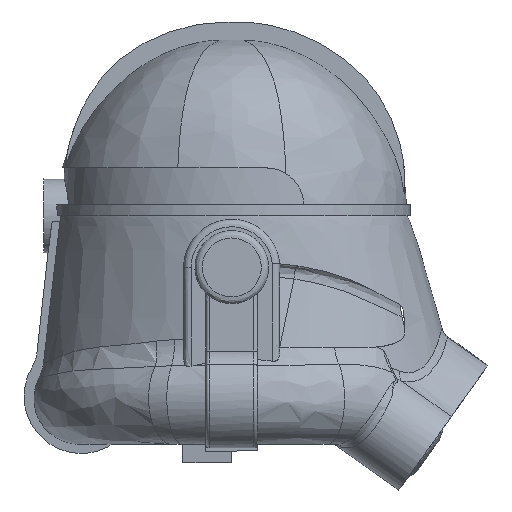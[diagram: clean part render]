
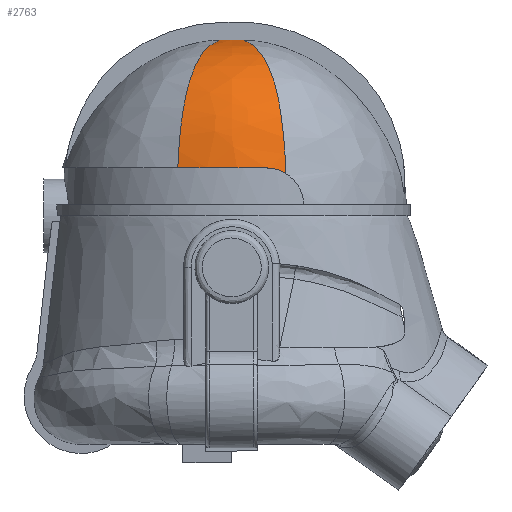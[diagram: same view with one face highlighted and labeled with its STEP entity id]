
A CAD part, left-side view. The second image highlights one B-rep face of the part: STEP entity #2763.
In plain terms, the highlighted free-form (B-spline) face has degree [2, 3] with [3, 6] control points.
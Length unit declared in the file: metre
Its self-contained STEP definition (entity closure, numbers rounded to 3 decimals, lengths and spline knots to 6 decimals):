
#49=(
BOUNDED_SURFACE()
B_SPLINE_SURFACE(2,3,((#6059,#6060,#6061,#6062,#6063,#6064),(#6065,#6066,
#6067,#6068,#6069,#6070),(#6071,#6072,#6073,#6074,#6075,#6076)),
 .UNSPECIFIED.,.F.,.F.,.F.)
B_SPLINE_SURFACE_WITH_KNOTS((3,3),(4,2,4),(0.09402,0.924886),
(0.018687,0.01888,0.019073),
 .UNSPECIFIED.)
GEOMETRIC_REPRESENTATION_ITEM()
RATIONAL_B_SPLINE_SURFACE(((1.,1.,1.,1.,1.,1.),(1.,1.,1.,1.,1.,1.),(1.,
1.,1.,1.,1.,1.)))
REPRESENTATION_ITEM('')
SURFACE()
);
#315=B_SPLINE_CURVE_WITH_KNOTS('',3,(#5929,#5930,#5931,#5932),
 .UNSPECIFIED.,.F.,.F.,(4,4),(0.,0.000704),.UNSPECIFIED.);
#321=B_SPLINE_CURVE_WITH_KNOTS('',3,(#6042,#6043,#6044,#6045),
 .UNSPECIFIED.,.F.,.F.,(4,4),(0.,0.003098),.UNSPECIFIED.);
#324=B_SPLINE_CURVE_WITH_KNOTS('',3,(#6077,#6078,#6079,#6080,#6081,#6082,
#6083,#6084,#6085,#6086,#6087,#6088,#6089,#6090,#6091,#6092,#6093,#6094,
#6095,#6096,#6097,#6098,#6099,#6100,#6101,#6102),.UNSPECIFIED.,.F.,.F.,
(4,1,1,1,1,1,1,1,1,1,1,1,1,1,1,1,1,1,1,1,1,1,1,4),(0.107999,0.120643,
0.126965,0.133287,0.158575,0.209151,
0.234439,0.247083,0.259727,0.285015,
0.310303,0.360879,0.411455,0.462032,
0.48732,0.499964,0.512608,0.537896,
0.563184,0.61376,0.664336,0.714912,
0.816065,0.917217),.UNSPECIFIED.);
#325=B_SPLINE_CURVE_WITH_KNOTS('',3,(#6104,#6105,#6106,#6107),
 .UNSPECIFIED.,.F.,.F.,(4,4),(0.000054,0.000885),
 .UNSPECIFIED.);
#326=B_SPLINE_CURVE_WITH_KNOTS('',3,(#6109,#6110,#6111,#6112,#6113,#6114,
#6115,#6116,#6117,#6118,#6119,#6120,#6121,#6122,#6123,#6124,#6125,#6126,
#6127,#6128,#6129,#6130,#6131,#6132),.UNSPECIFIED.,.F.,.F.,(4,1,1,1,1,1,
1,1,1,1,1,1,1,1,1,1,1,1,1,1,1,4),(0.108012,0.120409,0.126608,
0.132807,0.157603,0.207195,0.231991,
0.244389,0.256787,0.281583,0.306379,
0.405562,0.455154,0.47995,0.504746,
0.529542,0.554338,0.603929,0.653521,0.703113,
0.802297,0.90148),.UNSPECIFIED.);
#775=ORIENTED_EDGE('',*,*,#1600,.F.);
#776=ORIENTED_EDGE('',*,*,#1592,.F.);
#777=ORIENTED_EDGE('',*,*,#1603,.F.);
#778=ORIENTED_EDGE('',*,*,#1604,.T.);
#779=ORIENTED_EDGE('',*,*,#1605,.T.);
#1592=EDGE_CURVE('',#1992,#1993,#315,.T.);
#1600=EDGE_CURVE('',#1993,#1998,#321,.T.);
#1603=EDGE_CURVE('',#2000,#1992,#324,.T.);
#1604=EDGE_CURVE('',#2000,#2001,#325,.T.);
#1605=EDGE_CURVE('',#2001,#1998,#326,.T.);
#1992=VERTEX_POINT('',#5928);
#1993=VERTEX_POINT('',#5933);
#1998=VERTEX_POINT('',#6046);
#2000=VERTEX_POINT('',#6103);
#2001=VERTEX_POINT('',#6108);
#2361=EDGE_LOOP('',(#775,#776,#777,#778,#779));
#2535=FACE_BOUND('',#2361,.T.);
#2763=ADVANCED_FACE('',(#2535),#49,.T.);
#5928=CARTESIAN_POINT('',(-0.005377,-0.001866,0.001086));
#5929=CARTESIAN_POINT('',(-0.005376,-0.001866,0.001085));
#5930=CARTESIAN_POINT('',(-0.005424,-0.001667,0.001206));
#5931=CARTESIAN_POINT('',(-0.005475,-0.00144,0.00127));
#5932=CARTESIAN_POINT('',(-0.005521,-0.001206,0.00127));
#5933=CARTESIAN_POINT('',(-0.005521,-0.001207,0.00127));
#6042=CARTESIAN_POINT('',(-0.005521,-0.001207,0.00127));
#6043=CARTESIAN_POINT('',(-0.005723,-0.00019,0.00127));
#6044=CARTESIAN_POINT('',(-0.005663,0.00087,0.00127));
#6045=CARTESIAN_POINT('',(-0.005355,0.001859,0.00127));
#6046=CARTESIAN_POINT('',(-0.005355,0.001859,0.00127));
#6059=CARTESIAN_POINT('',(-0.005381,-0.001868,0.001035));
#6060=CARTESIAN_POINT('',(-0.005587,-0.001208,0.001035));
#6061=CARTESIAN_POINT('',(-0.005665,-0.000605,0.001035));
#6062=CARTESIAN_POINT('',(-0.005664,0.00061,0.001035));
#6063=CARTESIAN_POINT('',(-0.005588,0.001204,0.001035));
#6064=CARTESIAN_POINT('',(-0.005381,0.001868,0.001035));
#6065=CARTESIAN_POINT('',(-0.004956,-0.001735,0.005327));
#6066=CARTESIAN_POINT('',(-0.005147,-0.001123,0.005327));
#6067=CARTESIAN_POINT('',(-0.005219,-0.000563,0.005327));
#6068=CARTESIAN_POINT('',(-0.005219,0.000567,0.005327));
#6069=CARTESIAN_POINT('',(-0.005148,0.001119,0.005327));
#6070=CARTESIAN_POINT('',(-0.004956,0.001735,0.005327));
#6071=CARTESIAN_POINT('',(-0.000772,-0.000433,0.005683));
#6072=CARTESIAN_POINT('',(-0.000818,-0.000285,0.005683));
#6073=CARTESIAN_POINT('',(-0.000837,-0.000143,0.005683));
#6074=CARTESIAN_POINT('',(-0.000837,0.000144,0.005683));
#6075=CARTESIAN_POINT('',(-0.000818,0.000284,0.005683));
#6076=CARTESIAN_POINT('',(-0.000772,0.000433,0.005683));
#6077=CARTESIAN_POINT('',(-0.000889,-0.000416,0.005673));
#6078=CARTESIAN_POINT('',(-0.000938,-0.000431,0.005669));
#6079=CARTESIAN_POINT('',(-0.001016,-0.000457,0.00566));
#6080=CARTESIAN_POINT('',(-0.001111,-0.000488,0.005649));
#6081=CARTESIAN_POINT('',(-0.001184,-0.000511,0.005639));
#6082=CARTESIAN_POINT('',(-0.001398,-0.00058,0.005609));
#6083=CARTESIAN_POINT('',(-0.001684,-0.000673,0.005555));
#6084=CARTESIAN_POINT('',(-0.001956,-0.000761,0.005488));
#6085=CARTESIAN_POINT('',(-0.002139,-0.00082,0.005436));
#6086=CARTESIAN_POINT('',(-0.002247,-0.000855,0.005403));
#6087=CARTESIAN_POINT('',(-0.002385,-0.000899,0.005357));
#6088=CARTESIAN_POINT('',(-0.002622,-0.000976,0.005269));
#6089=CARTESIAN_POINT('',(-0.002939,-0.001078,0.005129));
#6090=CARTESIAN_POINT('',(-0.003342,-0.001208,0.004905));
#6091=CARTESIAN_POINT('',(-0.003694,-0.001322,0.004646));
#6092=CARTESIAN_POINT('',(-0.003921,-0.001395,0.004444));
#6093=CARTESIAN_POINT('',(-0.004076,-0.001446,0.004287));
#6094=CARTESIAN_POINT('',(-0.004127,-0.001462,0.004232));
#6095=CARTESIAN_POINT('',(-0.004225,-0.001493,0.004123));
#6096=CARTESIAN_POINT('',(-0.004359,-0.001537,0.003957));
#6097=CARTESIAN_POINT('',(-0.004529,-0.001592,0.003721));
#6098=CARTESIAN_POINT('',(-0.00472,-0.001653,0.003403));
#6099=CARTESIAN_POINT('',(-0.004955,-0.00173,0.002921));
#6100=CARTESIAN_POINT('',(-0.005204,-0.00181,0.002204));
#6101=CARTESIAN_POINT('',(-0.005334,-0.001852,0.001487));
#6102=CARTESIAN_POINT('',(-0.005376,-0.001866,0.001086));
#6103=CARTESIAN_POINT('',(-0.000889,-0.000416,0.005674));
#6104=CARTESIAN_POINT('',(-0.000889,-0.000416,0.005673));
#6105=CARTESIAN_POINT('',(-0.000889,-0.000139,0.00568));
#6106=CARTESIAN_POINT('',(-0.000889,0.000139,0.00568));
#6107=CARTESIAN_POINT('',(-0.000889,0.000416,0.005673));
#6108=CARTESIAN_POINT('',(-0.000889,0.000416,0.005674));
#6109=CARTESIAN_POINT('',(-0.000889,0.000416,0.005673));
#6110=CARTESIAN_POINT('',(-0.000937,0.000431,0.005669));
#6111=CARTESIAN_POINT('',(-0.001012,0.000456,0.005661));
#6112=CARTESIAN_POINT('',(-0.001109,0.000487,0.005649));
#6113=CARTESIAN_POINT('',(-0.001179,0.00051,0.00564));
#6114=CARTESIAN_POINT('',(-0.00139,0.000578,0.00561));
#6115=CARTESIAN_POINT('',(-0.001666,0.000667,0.005559));
#6116=CARTESIAN_POINT('',(-0.001936,0.000754,0.005494));
#6117=CARTESIAN_POINT('',(-0.002109,0.00081,0.005445));
#6118=CARTESIAN_POINT('',(-0.002236,0.000851,0.005406));
#6119=CARTESIAN_POINT('',(-0.002359,0.000891,0.005366));
#6120=CARTESIAN_POINT('',(-0.00271,0.001004,0.005238));
#6121=CARTESIAN_POINT('',(-0.003159,0.001149,0.005028));
#6122=CARTESIAN_POINT('',(-0.003634,0.001303,0.004694));
#6123=CARTESIAN_POINT('',(-0.003903,0.001389,0.004463));
#6124=CARTESIAN_POINT('',(-0.004104,0.001455,0.004259));
#6125=CARTESIAN_POINT('',(-0.004182,0.00148,0.004171));
#6126=CARTESIAN_POINT('',(-0.004327,0.001527,0.004));
#6127=CARTESIAN_POINT('',(-0.004489,0.001579,0.00378));
#6128=CARTESIAN_POINT('',(-0.00468,0.001641,0.003474));
#6129=CARTESIAN_POINT('',(-0.004915,0.001717,0.003015));
#6130=CARTESIAN_POINT('',(-0.005168,0.001798,0.002332));
#6131=CARTESIAN_POINT('',(-0.005307,0.001843,0.001651));
#6132=CARTESIAN_POINT('',(-0.005355,0.001859,0.00127));
